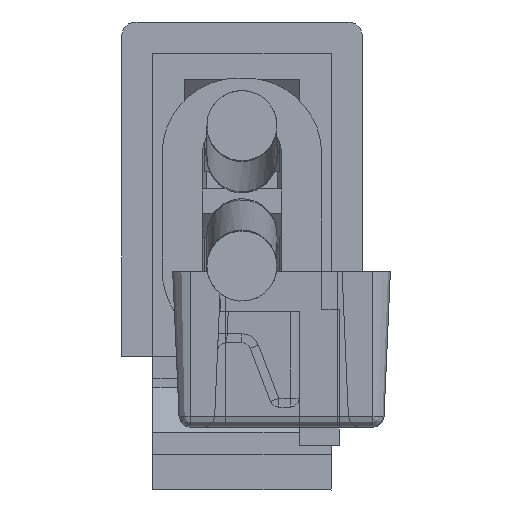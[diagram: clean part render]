
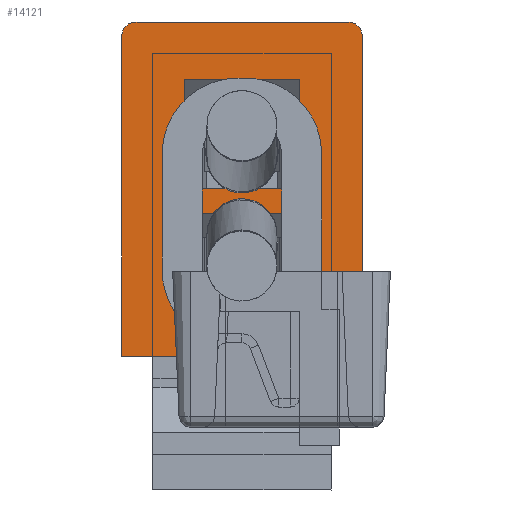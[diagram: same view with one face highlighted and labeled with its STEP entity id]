
A CAD part, front view. The second image highlights one B-rep face of the part: STEP entity #14121.
In plain terms, the highlighted planar face has unit normal (0, -1, 0).
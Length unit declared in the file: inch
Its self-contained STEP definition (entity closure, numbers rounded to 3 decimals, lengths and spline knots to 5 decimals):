
#165=FACE_BOUND('',#1896,.T.);
#166=FACE_BOUND('',#1897,.T.);
#489=PLANE('',#15220);
#1081=FACE_OUTER_BOUND('',#1895,.T.);
#1895=EDGE_LOOP('',(#11183,#11184,#11185,#11186,#11187,#11188));
#1896=EDGE_LOOP('',(#11189,#11190,#11191,#11192));
#1897=EDGE_LOOP('',(#11193,#11194,#11195,#11196));
#3059=LINE('',#23492,#4463);
#3060=LINE('',#23496,#4464);
#3061=LINE('',#23500,#4465);
#3062=LINE('',#23501,#4466);
#3063=LINE('',#23504,#4467);
#3064=LINE('',#23506,#4468);
#3065=LINE('',#23508,#4469);
#3066=LINE('',#23509,#4470);
#3067=LINE('',#23512,#4471);
#3068=LINE('',#23514,#4472);
#3069=LINE('',#23516,#4473);
#3070=LINE('',#23517,#4474);
#4463=VECTOR('',#17983,0.03937);
#4464=VECTOR('',#17986,0.03937);
#4465=VECTOR('',#17989,0.03937);
#4466=VECTOR('',#17990,0.03937);
#4467=VECTOR('',#17991,0.03937);
#4468=VECTOR('',#17992,0.03937);
#4469=VECTOR('',#17993,0.03937);
#4470=VECTOR('',#17994,0.03937);
#4471=VECTOR('',#17995,0.03937);
#4472=VECTOR('',#17996,0.03937);
#4473=VECTOR('',#17997,0.03937);
#4474=VECTOR('',#17998,0.03937);
#5442=CIRCLE('',#15221,0.01181);
#5443=CIRCLE('',#15222,0.01181);
#6442=VERTEX_POINT('',#23490);
#6443=VERTEX_POINT('',#23491);
#6444=VERTEX_POINT('',#23493);
#6445=VERTEX_POINT('',#23495);
#6446=VERTEX_POINT('',#23497);
#6447=VERTEX_POINT('',#23499);
#6448=VERTEX_POINT('',#23502);
#6449=VERTEX_POINT('',#23503);
#6450=VERTEX_POINT('',#23505);
#6451=VERTEX_POINT('',#23507);
#6452=VERTEX_POINT('',#23510);
#6453=VERTEX_POINT('',#23511);
#6454=VERTEX_POINT('',#23513);
#6455=VERTEX_POINT('',#23515);
#8147=EDGE_CURVE('',#6442,#6443,#3059,.T.);
#8148=EDGE_CURVE('',#6443,#6444,#5442,.T.);
#8149=EDGE_CURVE('',#6444,#6445,#3060,.T.);
#8150=EDGE_CURVE('',#6445,#6446,#5443,.T.);
#8151=EDGE_CURVE('',#6447,#6446,#3061,.T.);
#8152=EDGE_CURVE('',#6442,#6447,#3062,.T.);
#8153=EDGE_CURVE('',#6448,#6449,#3063,.T.);
#8154=EDGE_CURVE('',#6450,#6448,#3064,.T.);
#8155=EDGE_CURVE('',#6450,#6451,#3065,.T.);
#8156=EDGE_CURVE('',#6451,#6449,#3066,.T.);
#8157=EDGE_CURVE('',#6452,#6453,#3067,.T.);
#8158=EDGE_CURVE('',#6454,#6452,#3068,.T.);
#8159=EDGE_CURVE('',#6454,#6455,#3069,.T.);
#8160=EDGE_CURVE('',#6455,#6453,#3070,.T.);
#11183=ORIENTED_EDGE('',*,*,#8147,.T.);
#11184=ORIENTED_EDGE('',*,*,#8148,.T.);
#11185=ORIENTED_EDGE('',*,*,#8149,.T.);
#11186=ORIENTED_EDGE('',*,*,#8150,.T.);
#11187=ORIENTED_EDGE('',*,*,#8151,.F.);
#11188=ORIENTED_EDGE('',*,*,#8152,.F.);
#11189=ORIENTED_EDGE('',*,*,#8153,.F.);
#11190=ORIENTED_EDGE('',*,*,#8154,.F.);
#11191=ORIENTED_EDGE('',*,*,#8155,.T.);
#11192=ORIENTED_EDGE('',*,*,#8156,.T.);
#11193=ORIENTED_EDGE('',*,*,#8157,.F.);
#11194=ORIENTED_EDGE('',*,*,#8158,.F.);
#11195=ORIENTED_EDGE('',*,*,#8159,.T.);
#11196=ORIENTED_EDGE('',*,*,#8160,.T.);
#14121=ADVANCED_FACE('',(#1081,#165,#166),#489,.F.);
#15220=AXIS2_PLACEMENT_3D('',#23489,#17981,#17982);
#15221=AXIS2_PLACEMENT_3D('',#23494,#17984,#17985);
#15222=AXIS2_PLACEMENT_3D('',#23498,#17987,#17988);
#17981=DIRECTION('center_axis',(0.,1.,0.));
#17982=DIRECTION('ref_axis',(0.,0.,
1.));
#17983=DIRECTION('',(0.,0.,1.));
#17984=DIRECTION('center_axis',(0.,-1.,0.));
#17985=DIRECTION('ref_axis',(0.,0.,
-1.));
#17986=DIRECTION('',(-1.,0.,0.));
#17987=DIRECTION('center_axis',(0.,-1.,0.));
#17988=DIRECTION('ref_axis',(0.,0.,
-1.));
#17989=DIRECTION('',(0.,0.,1.));
#17990=DIRECTION('',(-1.,0.,0.));
#17991=DIRECTION('',(0.,0.,1.));
#17992=DIRECTION('',(1.,0.,0.));
#17993=DIRECTION('',(0.,0.,1.));
#17994=DIRECTION('',(1.,0.,0.));
#17995=DIRECTION('',(0.,0.,1.));
#17996=DIRECTION('',(1.,0.,0.));
#17997=DIRECTION('',(0.,0.,1.));
#17998=DIRECTION('',(1.,0.,0.));
#23489=CARTESIAN_POINT('Origin',(0.07874,0.,
0.15987));
#23490=CARTESIAN_POINT('',(0.1063,0.,-0.14173));
#23491=CARTESIAN_POINT('',(0.1063,0.,0.14173));
#23492=CARTESIAN_POINT('',(0.1063,0.,-0.13934));
#23493=CARTESIAN_POINT('',(0.09449,0.,0.15354));
#23494=CARTESIAN_POINT('Origin',(0.09449,0.,
0.14173));
#23495=CARTESIAN_POINT('',(-0.09449,0.,0.15354));
#23496=CARTESIAN_POINT('',(0.07874,0.,0.15354));
#23497=CARTESIAN_POINT('',(-0.1063,0.,0.14173));
#23498=CARTESIAN_POINT('Origin',(-0.09449,0.,
0.14173));
#23499=CARTESIAN_POINT('',(-0.1063,0.,-0.14173));
#23500=CARTESIAN_POINT('',(-0.1063,0.,-0.13934));
#23501=CARTESIAN_POINT('',(0.07874,0.,-0.14173));
#23502=CARTESIAN_POINT('',(0.05118,0.,0.00611));
#23503=CARTESIAN_POINT('',(0.05118,0.,0.10257));
#23504=CARTESIAN_POINT('',(0.05118,0.,0.00611));
#23505=CARTESIAN_POINT('',(-0.05118,0.,0.00611));
#23506=CARTESIAN_POINT('',(-0.04823,0.,0.00611));
#23507=CARTESIAN_POINT('',(-0.05118,0.,0.10257));
#23508=CARTESIAN_POINT('',(-0.05118,0.,0.00611));
#23509=CARTESIAN_POINT('',(-0.04823,0.,0.10257));
#23510=CARTESIAN_POINT('',(0.05118,0.,-0.112));
#23511=CARTESIAN_POINT('',(0.05118,0.,-0.01554));
#23512=CARTESIAN_POINT('',(0.05118,0.,-0.112));
#23513=CARTESIAN_POINT('',(-0.05118,0.,-0.112));
#23514=CARTESIAN_POINT('',(-0.04823,0.,-0.112));
#23515=CARTESIAN_POINT('',(-0.05118,0.,-0.01554));
#23516=CARTESIAN_POINT('',(-0.05118,0.,-0.112));
#23517=CARTESIAN_POINT('',(-0.04823,0.,-0.01554));
